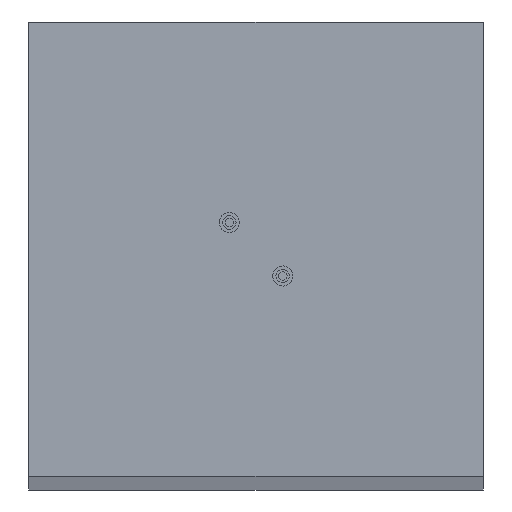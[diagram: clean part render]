
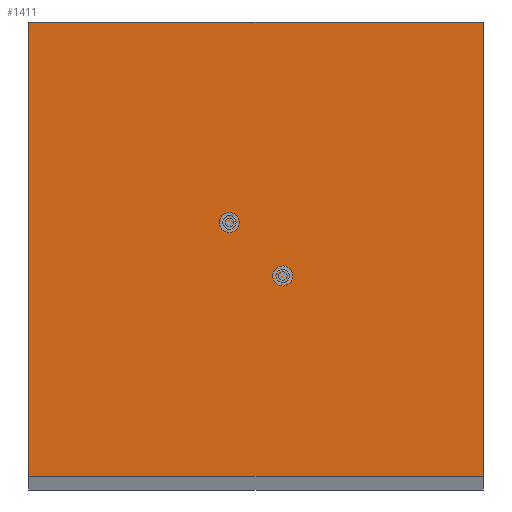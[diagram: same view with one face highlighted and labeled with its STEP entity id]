
A CAD part, top view. The second image highlights one B-rep face of the part: STEP entity #1411.
In plain terms, the highlighted planar face has unit normal (0, 0, 1).
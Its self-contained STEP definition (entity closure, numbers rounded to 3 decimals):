
#1097 = VERTEX_POINT('',#1098);
#1098 = CARTESIAN_POINT('',(0.,0.,365.76));
#1105 = PLANE('',#1106);
#1106 = AXIS2_PLACEMENT_3D('',#1107,#1108,#1109);
#1107 = CARTESIAN_POINT('',(0.,0.,0.));
#1108 = DIRECTION('',(1.,0.,-0.));
#1109 = DIRECTION('',(0.,0.,1.));
#1117 = PLANE('',#1118);
#1118 = AXIS2_PLACEMENT_3D('',#1119,#1120,#1121);
#1119 = CARTESIAN_POINT('',(0.,0.,0.));
#1120 = DIRECTION('',(-0.,1.,0.));
#1121 = DIRECTION('',(0.,0.,1.));
#1158 = VERTEX_POINT('',#1159);
#1159 = CARTESIAN_POINT('',(0.,21.42,365.76));
#1173 = PLANE('',#1174);
#1174 = AXIS2_PLACEMENT_3D('',#1175,#1176,#1177);
#1175 = CARTESIAN_POINT('',(0.,21.42,0.));
#1176 = DIRECTION('',(-0.,1.,0.));
#1177 = DIRECTION('',(0.,0.,1.));
#1185 = EDGE_CURVE('',#1097,#1158,#1186,.T.);
#1186 = SURFACE_CURVE('',#1187,(#1191,#1198),.PCURVE_S1.);
#1187 = LINE('',#1188,#1189);
#1188 = CARTESIAN_POINT('',(0.,0.,365.76));
#1189 = VECTOR('',#1190,1.);
#1190 = DIRECTION('',(-0.,1.,0.));
#1191 = PCURVE('',#1105,#1192);
#1192 = DEFINITIONAL_REPRESENTATION('',(#1193),#1197);
#1193 = LINE('',#1194,#1195);
#1194 = CARTESIAN_POINT('',(365.76,0.));
#1195 = VECTOR('',#1196,1.);
#1196 = DIRECTION('',(0.,-1.));
#1197 = ( GEOMETRIC_REPRESENTATION_CONTEXT(2) 
PARAMETRIC_REPRESENTATION_CONTEXT() REPRESENTATION_CONTEXT('2D SPACE',''
  ) );
#1198 = PCURVE('',#1199,#1204);
#1199 = PLANE('',#1200);
#1200 = AXIS2_PLACEMENT_3D('',#1201,#1202,#1203);
#1201 = CARTESIAN_POINT('',(0.,0.,365.76));
#1202 = DIRECTION('',(0.,0.,1.));
#1203 = DIRECTION('',(1.,0.,-0.));
#1204 = DEFINITIONAL_REPRESENTATION('',(#1205),#1209);
#1205 = LINE('',#1206,#1207);
#1206 = CARTESIAN_POINT('',(0.,0.));
#1207 = VECTOR('',#1208,1.);
#1208 = DIRECTION('',(0.,1.));
#1209 = ( GEOMETRIC_REPRESENTATION_CONTEXT(2) 
PARAMETRIC_REPRESENTATION_CONTEXT() REPRESENTATION_CONTEXT('2D SPACE',''
  ) );
#1217 = VERTEX_POINT('',#1218);
#1218 = CARTESIAN_POINT('',(21.42,0.,365.76));
#1225 = PLANE('',#1226);
#1226 = AXIS2_PLACEMENT_3D('',#1227,#1228,#1229);
#1227 = CARTESIAN_POINT('',(21.42,0.,0.));
#1228 = DIRECTION('',(1.,0.,-0.));
#1229 = DIRECTION('',(0.,0.,1.));
#1268 = VERTEX_POINT('',#1269);
#1269 = CARTESIAN_POINT('',(21.42,21.42,365.76));
#1290 = EDGE_CURVE('',#1217,#1268,#1291,.T.);
#1291 = SURFACE_CURVE('',#1292,(#1296,#1303),.PCURVE_S1.);
#1292 = LINE('',#1293,#1294);
#1293 = CARTESIAN_POINT('',(21.42,0.,365.76));
#1294 = VECTOR('',#1295,1.);
#1295 = DIRECTION('',(0.,1.,0.));
#1296 = PCURVE('',#1225,#1297);
#1297 = DEFINITIONAL_REPRESENTATION('',(#1298),#1302);
#1298 = LINE('',#1299,#1300);
#1299 = CARTESIAN_POINT('',(365.76,0.));
#1300 = VECTOR('',#1301,1.);
#1301 = DIRECTION('',(0.,-1.));
#1302 = ( GEOMETRIC_REPRESENTATION_CONTEXT(2) 
PARAMETRIC_REPRESENTATION_CONTEXT() REPRESENTATION_CONTEXT('2D SPACE',''
  ) );
#1303 = PCURVE('',#1199,#1304);
#1304 = DEFINITIONAL_REPRESENTATION('',(#1305),#1309);
#1305 = LINE('',#1306,#1307);
#1306 = CARTESIAN_POINT('',(21.42,0.));
#1307 = VECTOR('',#1308,1.);
#1308 = DIRECTION('',(0.,1.));
#1309 = ( GEOMETRIC_REPRESENTATION_CONTEXT(2) 
PARAMETRIC_REPRESENTATION_CONTEXT() REPRESENTATION_CONTEXT('2D SPACE',''
  ) );
#1336 = EDGE_CURVE('',#1097,#1217,#1337,.T.);
#1337 = SURFACE_CURVE('',#1338,(#1342,#1349),.PCURVE_S1.);
#1338 = LINE('',#1339,#1340);
#1339 = CARTESIAN_POINT('',(0.,0.,365.76));
#1340 = VECTOR('',#1341,1.);
#1341 = DIRECTION('',(1.,0.,-0.));
#1342 = PCURVE('',#1117,#1343);
#1343 = DEFINITIONAL_REPRESENTATION('',(#1344),#1348);
#1344 = LINE('',#1345,#1346);
#1345 = CARTESIAN_POINT('',(365.76,0.));
#1346 = VECTOR('',#1347,1.);
#1347 = DIRECTION('',(0.,1.));
#1348 = ( GEOMETRIC_REPRESENTATION_CONTEXT(2) 
PARAMETRIC_REPRESENTATION_CONTEXT() REPRESENTATION_CONTEXT('2D SPACE',''
  ) );
#1349 = PCURVE('',#1199,#1350);
#1350 = DEFINITIONAL_REPRESENTATION('',(#1351),#1355);
#1351 = LINE('',#1352,#1353);
#1352 = CARTESIAN_POINT('',(0.,0.));
#1353 = VECTOR('',#1354,1.);
#1354 = DIRECTION('',(1.,0.));
#1355 = ( GEOMETRIC_REPRESENTATION_CONTEXT(2) 
PARAMETRIC_REPRESENTATION_CONTEXT() REPRESENTATION_CONTEXT('2D SPACE',''
  ) );
#1383 = EDGE_CURVE('',#1158,#1268,#1384,.T.);
#1384 = SURFACE_CURVE('',#1385,(#1389,#1396),.PCURVE_S1.);
#1385 = LINE('',#1386,#1387);
#1386 = CARTESIAN_POINT('',(0.,21.42,365.76));
#1387 = VECTOR('',#1388,1.);
#1388 = DIRECTION('',(1.,0.,-0.));
#1389 = PCURVE('',#1173,#1390);
#1390 = DEFINITIONAL_REPRESENTATION('',(#1391),#1395);
#1391 = LINE('',#1392,#1393);
#1392 = CARTESIAN_POINT('',(365.76,0.));
#1393 = VECTOR('',#1394,1.);
#1394 = DIRECTION('',(0.,1.));
#1395 = ( GEOMETRIC_REPRESENTATION_CONTEXT(2) 
PARAMETRIC_REPRESENTATION_CONTEXT() REPRESENTATION_CONTEXT('2D SPACE',''
  ) );
#1396 = PCURVE('',#1199,#1397);
#1397 = DEFINITIONAL_REPRESENTATION('',(#1398),#1402);
#1398 = LINE('',#1399,#1400);
#1399 = CARTESIAN_POINT('',(0.,21.42));
#1400 = VECTOR('',#1401,1.);
#1401 = DIRECTION('',(1.,0.));
#1402 = ( GEOMETRIC_REPRESENTATION_CONTEXT(2) 
PARAMETRIC_REPRESENTATION_CONTEXT() REPRESENTATION_CONTEXT('2D SPACE',''
  ) );
#1411 = ADVANCED_FACE('',(#1412),#1199,.T.);
#1412 = FACE_BOUND('',#1413,.T.);
#1413 = EDGE_LOOP('',(#1414,#1415,#1416,#1417));
#1414 = ORIENTED_EDGE('',*,*,#1185,.F.);
#1415 = ORIENTED_EDGE('',*,*,#1336,.T.);
#1416 = ORIENTED_EDGE('',*,*,#1290,.T.);
#1417 = ORIENTED_EDGE('',*,*,#1383,.F.);
